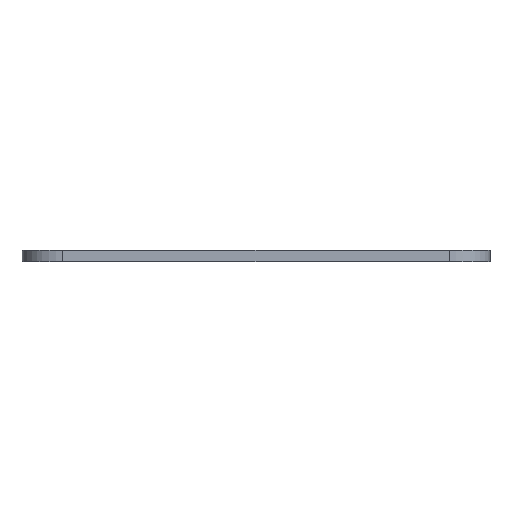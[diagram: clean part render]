
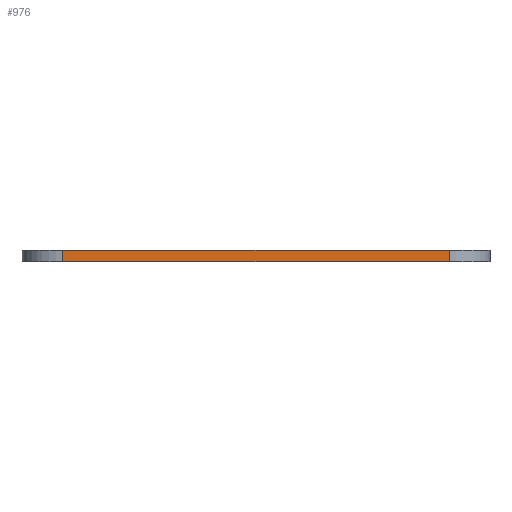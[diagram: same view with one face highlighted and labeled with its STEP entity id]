
A CAD part, front view. The second image highlights one B-rep face of the part: STEP entity #976.
In plain terms, the highlighted planar face has unit normal (0, -1, 0).
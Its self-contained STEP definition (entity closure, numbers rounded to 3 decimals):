
#131=CARTESIAN_POINT('',(16.5,-20.,-0.5));
#132=VERTEX_POINT('',#131);
#140=CARTESIAN_POINT('',(-16.5,-20.,-0.5));
#141=VERTEX_POINT('',#140);
#142=CARTESIAN_POINT('',(-16.5,-20.,-0.5));
#143=DIRECTION('',(1.0,0.0,0.0));
#144=VECTOR('',#143,33.0);
#145=LINE('',#142,#144);
#146=EDGE_CURVE('',#141,#132,#145,.T.);
#935=CARTESIAN_POINT('',(16.5,-20.,0.5));
#936=VERTEX_POINT('',#935);
#944=CARTESIAN_POINT('',(16.5,-20.,0.5));
#945=DIRECTION('',(0.0,0.0,-1.0));
#946=VECTOR('',#945,1.0);
#947=LINE('',#944,#946);
#948=EDGE_CURVE('',#936,#132,#947,.T.);
#953=CARTESIAN_POINT('',(20.,-20.,0.0));
#954=DIRECTION('',(0.0,-1.0,0.0));
#955=DIRECTION('',(0.0,0.0,-1.0));
#956=AXIS2_PLACEMENT_3D('',#953,#954,#955);
#957=PLANE('',#956);
#958=ORIENTED_EDGE('',*,*,#948,.F.);
#959=CARTESIAN_POINT('',(-16.5,-20.,0.5));
#960=VERTEX_POINT('',#959);
#961=CARTESIAN_POINT('',(16.5,-20.,0.5));
#962=DIRECTION('',(-1.0,0.0,0.0));
#963=VECTOR('',#962,33.0);
#964=LINE('',#961,#963);
#965=EDGE_CURVE('',#936,#960,#964,.T.);
#966=ORIENTED_EDGE('',*,*,#965,.T.);
#967=CARTESIAN_POINT('',(-16.5,-20.,-0.5));
#968=DIRECTION('',(0.0,0.0,1.0));
#969=VECTOR('',#968,1.0);
#970=LINE('',#967,#969);
#971=EDGE_CURVE('',#141,#960,#970,.T.);
#972=ORIENTED_EDGE('',*,*,#971,.F.);
#973=ORIENTED_EDGE('',*,*,#146,.T.);
#974=EDGE_LOOP('',(#958,#966,#972,#973));
#975=FACE_OUTER_BOUND('',#974,.T.);
#976=ADVANCED_FACE('',(#975),#957,.T.);
